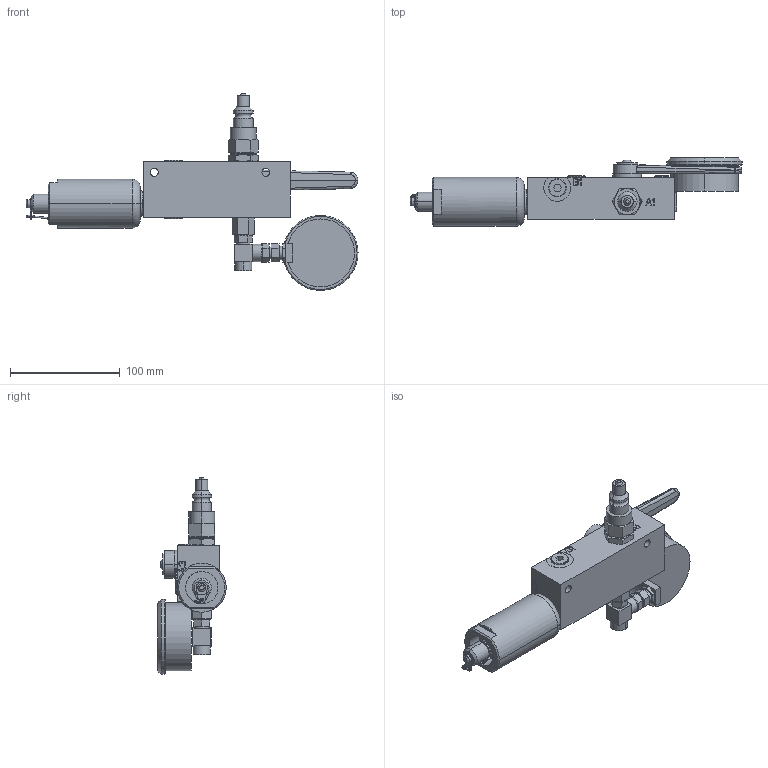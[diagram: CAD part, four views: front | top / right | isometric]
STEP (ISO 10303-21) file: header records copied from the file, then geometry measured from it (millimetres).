
FILE_DESCRIPTION((''),'2;1');
FILE_NAME('ILC56000203','2016-04-21T',('gar'),(''),'PRO/ENGINEER BY PARAMETRIC TECHNOLOGY CORPORATION, 2013320','PRO/ENGINEER BY PARAMETRIC TECHNOLOGY CORPORATION, 2013320','');
FILE_SCHEMA(('AUTOMOTIVE_DESIGN { 1 0 10303 214 1 1 1 1 }'));
Length unit declared in the file: inch
Products named in the file (1): ILC56000203
Bounding box: 301.82 x 62.23 x 179.01 mm (x, y, z)
Volume: 511730.3 mm3; surface area: 86334.2 mm2
Topology: 5 solids, 16 shells, 679 faces, 1689 edges, 1085 vertices
Faces by surface type: plane 436, cylinder 125, cone 84, torus 16, bspline 16, sphere 2
Entity records: 26659 total; most frequent: CARTESIAN_POINT 5167, DIRECTION 3328, ORIENTED_EDGE 3322, PRESENTATION_STYLE_ASSIGNMENT 1696, STYLED_ITEM 1687, CURVE_STYLE 1675, EDGE_CURVE 1675, VECTOR 1198
